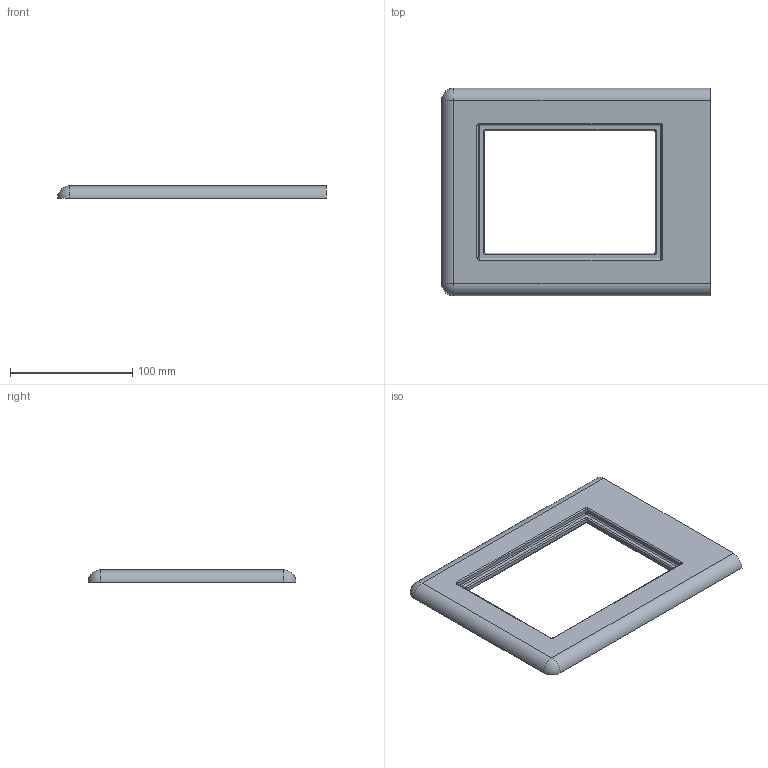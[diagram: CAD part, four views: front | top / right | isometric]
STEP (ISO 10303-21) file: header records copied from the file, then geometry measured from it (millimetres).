
FILE_DESCRIPTION(('STEP AP203'), '1');
FILE_NAME('Âåðõ', '', ('UNSPECIFIED'), ('UNSPECIFIED'), 'C3D Converter', 'C3D Toolkit', '');
FILE_SCHEMA(('CONFIG_CONTROL_DESIGN'));
Length unit declared in the file: millimetre
Bounding box: 220 x 170 x 10 mm (x, y, z)
Volume: 208117 mm3; surface area: 55911.8 mm2
Topology: 1 solids, 1 shells, 57 faces, 130 edges, 70 vertices
Faces by surface type: cylinder 27, plane 12, torus 12, sphere 6
Entity records: 1586 total; most frequent: DIRECTION 308, CARTESIAN_POINT 252, ORIENTED_EDGE 248, AXIS2_PLACEMENT_3D 126, EDGE_CURVE 124, VERTEX_POINT 70, CIRCLE 68, FACE_BOUND 60
